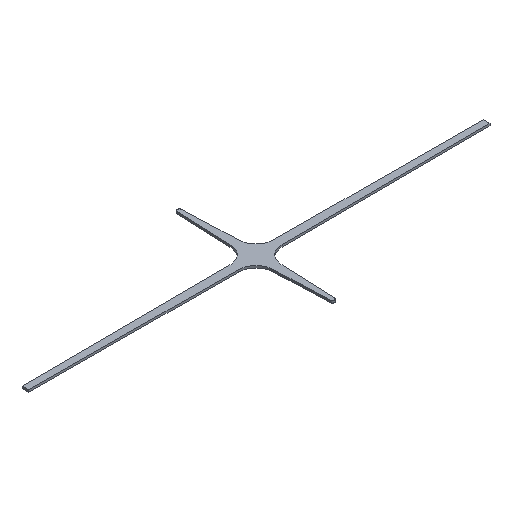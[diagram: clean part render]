
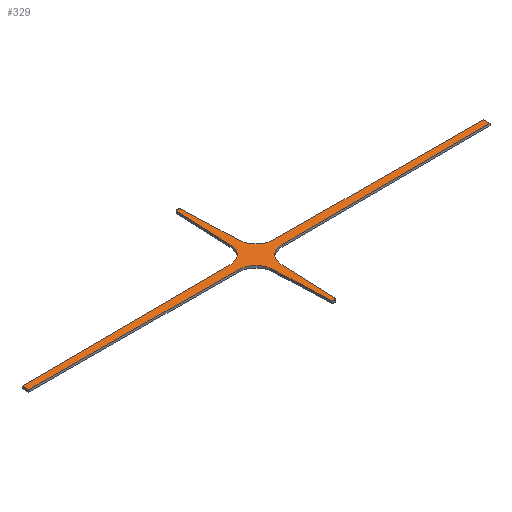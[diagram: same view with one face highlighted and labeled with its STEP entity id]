
A CAD part, isometric view. The second image highlights one B-rep face of the part: STEP entity #329.
In plain terms, the highlighted planar face has unit normal (0, 0, 1).
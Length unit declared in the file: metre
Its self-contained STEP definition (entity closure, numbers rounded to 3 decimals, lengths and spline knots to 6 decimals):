
#24=CIRCLE('',#367,0.0081);
#25=CIRCLE('',#368,0.000919);
#26=CIRCLE('',#369,0.0081);
#27=CIRCLE('',#370,0.0081);
#28=CIRCLE('',#371,0.000919);
#29=CIRCLE('',#372,0.0081);
#54=ORIENTED_EDGE('',*,*,#148,.F.);
#55=ORIENTED_EDGE('',*,*,#149,.T.);
#56=ORIENTED_EDGE('',*,*,#150,.T.);
#57=ORIENTED_EDGE('',*,*,#151,.T.);
#58=ORIENTED_EDGE('',*,*,#152,.F.);
#59=ORIENTED_EDGE('',*,*,#153,.F.);
#60=ORIENTED_EDGE('',*,*,#154,.T.);
#61=ORIENTED_EDGE('',*,*,#129,.T.);
#62=ORIENTED_EDGE('',*,*,#155,.F.);
#63=ORIENTED_EDGE('',*,*,#156,.T.);
#64=ORIENTED_EDGE('',*,*,#157,.T.);
#65=ORIENTED_EDGE('',*,*,#158,.T.);
#66=ORIENTED_EDGE('',*,*,#159,.F.);
#67=ORIENTED_EDGE('',*,*,#160,.F.);
#68=ORIENTED_EDGE('',*,*,#161,.T.);
#69=ORIENTED_EDGE('',*,*,#132,.T.);
#129=EDGE_CURVE('',#175,#177,#209,.T.);
#132=EDGE_CURVE('',#181,#180,#212,.T.);
#148=EDGE_CURVE('',#194,#180,#222,.T.);
#149=EDGE_CURVE('',#194,#195,#24,.F.);
#150=EDGE_CURVE('',#195,#196,#223,.T.);
#151=EDGE_CURVE('',#196,#197,#25,.T.);
#152=EDGE_CURVE('',#198,#197,#224,.T.);
#153=EDGE_CURVE('',#199,#198,#26,.T.);
#154=EDGE_CURVE('',#199,#175,#225,.T.);
#155=EDGE_CURVE('',#200,#177,#226,.T.);
#156=EDGE_CURVE('',#200,#201,#27,.F.);
#157=EDGE_CURVE('',#201,#202,#227,.T.);
#158=EDGE_CURVE('',#202,#203,#28,.T.);
#159=EDGE_CURVE('',#204,#203,#228,.T.);
#160=EDGE_CURVE('',#205,#204,#29,.T.);
#161=EDGE_CURVE('',#205,#181,#229,.T.);
#175=VERTEX_POINT('',#489);
#177=VERTEX_POINT('',#493);
#180=VERTEX_POINT('',#500);
#181=VERTEX_POINT('',#502);
#194=VERTEX_POINT('',#533);
#195=VERTEX_POINT('',#535);
#196=VERTEX_POINT('',#537);
#197=VERTEX_POINT('',#539);
#198=VERTEX_POINT('',#541);
#199=VERTEX_POINT('',#543);
#200=VERTEX_POINT('',#546);
#201=VERTEX_POINT('',#548);
#202=VERTEX_POINT('',#550);
#203=VERTEX_POINT('',#552);
#204=VERTEX_POINT('',#554);
#205=VERTEX_POINT('',#556);
#209=LINE('',#494,#245);
#212=LINE('',#501,#248);
#222=LINE('',#532,#258);
#223=LINE('',#536,#259);
#224=LINE('',#540,#260);
#225=LINE('',#544,#261);
#226=LINE('',#545,#262);
#227=LINE('',#549,#263);
#228=LINE('',#553,#264);
#229=LINE('',#557,#265);
#245=VECTOR('',#394,1.);
#248=VECTOR('',#399,1.);
#258=VECTOR('',#425,1.);
#259=VECTOR('',#428,1.);
#260=VECTOR('',#431,1.);
#261=VECTOR('',#434,1.);
#262=VECTOR('',#435,1.);
#263=VECTOR('',#438,1.);
#264=VECTOR('',#441,1.);
#265=VECTOR('',#444,1.);
#281=EDGE_LOOP('',(#54,#55,#56,#57,#58,#59,#60,#61,#62,#63,#64,#65,#66,
#67,#68,#69));
#299=FACE_BOUND('',#281,.T.);
#317=PLANE('',#366);
#329=ADVANCED_FACE('',(#299),#317,.T.);
#366=AXIS2_PLACEMENT_3D('',#531,#423,#424);
#367=AXIS2_PLACEMENT_3D('',#534,#426,#427);
#368=AXIS2_PLACEMENT_3D('',#538,#429,#430);
#369=AXIS2_PLACEMENT_3D('',#542,#432,#433);
#370=AXIS2_PLACEMENT_3D('',#547,#436,#437);
#371=AXIS2_PLACEMENT_3D('',#551,#439,#440);
#372=AXIS2_PLACEMENT_3D('',#555,#442,#443);
#394=DIRECTION('',(0.,1.,0.));
#399=DIRECTION('',(0.,-1.,0.));
#423=DIRECTION('',(0.,0.,1.));
#424=DIRECTION('',(1.,0.,0.));
#425=DIRECTION('',(-1.,0.004,0.));
#426=DIRECTION('',(0.,0.,1.));
#427=DIRECTION('',(1.,0.,0.));
#428=DIRECTION('',(0.039,-0.999,0.));
#429=DIRECTION('',(0.,0.,1.));
#430=DIRECTION('',(1.,0.,0.));
#431=DIRECTION('',(-0.039,-0.999,0.));
#432=DIRECTION('',(0.,0.,1.));
#433=DIRECTION('',(1.,0.,0.));
#434=DIRECTION('',(1.,0.004,0.));
#435=DIRECTION('',(1.,-0.004,0.));
#436=DIRECTION('',(0.,0.,1.));
#437=DIRECTION('',(1.,0.,0.));
#438=DIRECTION('',(-0.039,0.999,0.));
#439=DIRECTION('',(0.,0.,1.));
#440=DIRECTION('',(1.,0.,0.));
#441=DIRECTION('',(0.039,0.999,0.));
#442=DIRECTION('',(0.,0.,1.));
#443=DIRECTION('',(1.,0.,0.));
#444=DIRECTION('',(-1.,-0.004,0.));
#489=CARTESIAN_POINT('',(0.105341,-0.008812,0.001));
#493=CARTESIAN_POINT('',(0.105341,-0.005844,0.001));
#494=CARTESIAN_POINT('',(0.105342,0.037936,0.001));
#500=CARTESIAN_POINT('',(-0.105341,-0.008812,0.001));
#501=CARTESIAN_POINT('',(-0.105342,0.037936,0.001));
#502=CARTESIAN_POINT('',(-0.105341,-0.005844,0.001));
#531=CARTESIAN_POINT('',(0.,-0.007328,0.001));
#532=CARTESIAN_POINT('',(-0.089025,-0.008883,0.001));
#533=CARTESIAN_POINT('',(-0.01,-0.009228,0.001));
#534=CARTESIAN_POINT('',(-0.01,-0.017328,0.001));
#535=CARTESIAN_POINT('',(-0.0019,-0.017326,0.001));
#536=CARTESIAN_POINT('',(-0.001409,-0.029817,0.001));
#537=CARTESIAN_POINT('',(-0.000918,-0.04231,0.001));
#538=CARTESIAN_POINT('',(0.,-0.042273,0.001));
#539=CARTESIAN_POINT('',(0.000918,-0.04231,0.001));
#540=CARTESIAN_POINT('',(0.001409,-0.029817,0.001));
#541=CARTESIAN_POINT('',(0.0019,-0.017326,0.001));
#542=CARTESIAN_POINT('',(0.01,-0.017328,0.001));
#543=CARTESIAN_POINT('',(0.01,-0.009228,0.001));
#544=CARTESIAN_POINT('',(0.089025,-0.008883,0.001));
#545=CARTESIAN_POINT('',(0.089025,-0.005772,0.001));
#546=CARTESIAN_POINT('',(0.01,-0.005428,0.001));
#547=CARTESIAN_POINT('',(0.01,0.002672,0.001));
#548=CARTESIAN_POINT('',(0.0019,0.00267,0.001));
#549=CARTESIAN_POINT('',(0.001409,0.015161,0.001));
#550=CARTESIAN_POINT('',(0.000918,0.027654,0.001));
#551=CARTESIAN_POINT('',(0.,0.027618,0.001));
#552=CARTESIAN_POINT('',(-0.000918,0.027654,0.001));
#553=CARTESIAN_POINT('',(-0.001409,0.015161,0.001));
#554=CARTESIAN_POINT('',(-0.0019,0.00267,0.001));
#555=CARTESIAN_POINT('',(-0.01,0.002672,0.001));
#556=CARTESIAN_POINT('',(-0.01,-0.005428,0.001));
#557=CARTESIAN_POINT('',(-0.089025,-0.005772,0.001));
